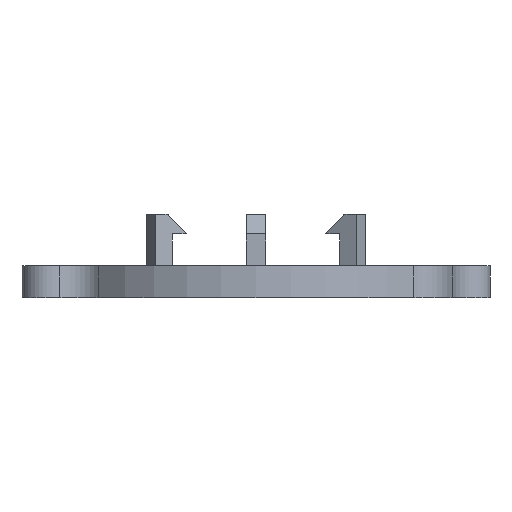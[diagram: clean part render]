
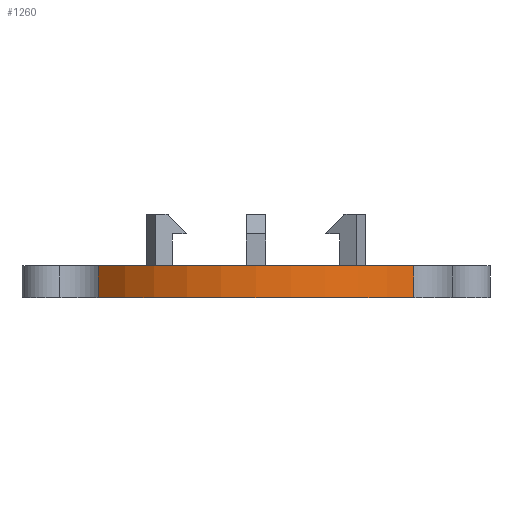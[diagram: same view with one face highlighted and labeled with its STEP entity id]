
A CAD part, front view. The second image highlights one B-rep face of the part: STEP entity #1260.
In plain terms, the highlighted cylindrical face has radius 34 mm (diameter 68 mm), a partial arc.
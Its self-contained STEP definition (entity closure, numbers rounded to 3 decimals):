
#826=CARTESIAN_POINT('Vertex',(24.728,-23.335,0.)) ;
#829=CARTESIAN_POINT('Axis2P3D Location',(0.,0.,0.)) ;
#833=CARTESIAN_POINT('Vertex',(-24.728,-23.335,0.)) ;
#1028=CARTESIAN_POINT('Vertex',(-24.728,-23.335,5.)) ;
#1031=CARTESIAN_POINT('Axis2P3D Location',(0.,0.,5.)) ;
#1035=CARTESIAN_POINT('Vertex',(24.728,-23.335,5.)) ;
#1145=CARTESIAN_POINT('Line Origine',(-24.728,-23.335,2.5)) ;
#1167=CARTESIAN_POINT('Line Origine',(24.728,-23.335,2.5)) ;
#1242=CARTESIAN_POINT('Axis2P3D Location',(0.,0.,2.5)) ;
#830=DIRECTION('Axis2P3D Direction',(0.,0.,1.)) ;
#1032=DIRECTION('Axis2P3D Direction',(0.,0.,1.)) ;
#1146=DIRECTION('Vector Direction',(0.,0.,1.)) ;
#1168=DIRECTION('Vector Direction',(0.,0.,-1.)) ;
#1243=DIRECTION('Axis2P3D Direction',(0.,-0.,1.)) ;
#1244=DIRECTION('Axis2P3D XDirection',(0.,1.,0.)) ;
#831=AXIS2_PLACEMENT_3D('Circle Axis2P3D',#829,#830,$) ;
#1033=AXIS2_PLACEMENT_3D('Circle Axis2P3D',#1031,#1032,$) ;
#1245=AXIS2_PLACEMENT_3D('Cylinder Axis2P3D',#1242,#1243,#1244) ;
#1255=ORIENTED_EDGE('',*,*,#1037,.F.) ;
#1256=ORIENTED_EDGE('',*,*,#1149,.T.) ;
#1257=ORIENTED_EDGE('',*,*,#835,.T.) ;
#1258=ORIENTED_EDGE('',*,*,#1171,.T.) ;
#1147=VECTOR('Line Direction',#1146,1.) ;
#1169=VECTOR('Line Direction',#1168,1.) ;
#1260=ADVANCED_FACE('PartBody',(#1259),#1246,.T.) ;
#832=CIRCLE('generated circle',#831,34.) ;
#1034=CIRCLE('generated circle',#1033,34.) ;
#1246=CYLINDRICAL_SURFACE('generated cylinder',#1245,34.) ;
#835=EDGE_CURVE('',#834,#827,#832,.T.) ;
#1037=EDGE_CURVE('',#1029,#1036,#1034,.T.) ;
#1149=EDGE_CURVE('',#1029,#834,#1148,.F.) ;
#1171=EDGE_CURVE('',#827,#1036,#1170,.F.) ;
#1254=EDGE_LOOP('',(#1255,#1256,#1257,#1258)) ;
#1259=FACE_OUTER_BOUND('',#1254,.T.) ;
#1148=LINE('Line',#1145,#1147) ;
#1170=LINE('Line',#1167,#1169) ;
#827=VERTEX_POINT('',#826) ;
#834=VERTEX_POINT('',#833) ;
#1029=VERTEX_POINT('',#1028) ;
#1036=VERTEX_POINT('',#1035) ;
